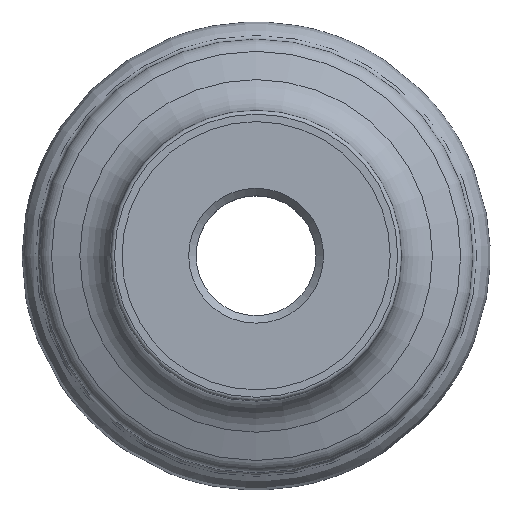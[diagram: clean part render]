
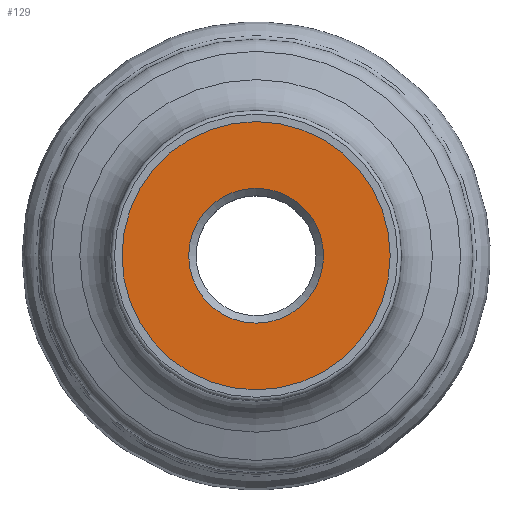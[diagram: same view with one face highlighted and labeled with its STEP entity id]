
A CAD part, top view. The second image highlights one B-rep face of the part: STEP entity #129.
In plain terms, the highlighted planar face has unit normal (0, 0, 1).
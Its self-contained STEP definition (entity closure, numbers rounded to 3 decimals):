
#106=PLANE('',#547);
#129=ADVANCED_FACE('',(#174,#175),#106,.F.);
#174=FACE_BOUND('',#229,.T.);
#175=FACE_BOUND('',#230,.T.);
#229=EDGE_LOOP('',(#283));
#230=EDGE_LOOP('',(#284));
#283=ORIENTED_EDGE('',*,*,#357,.F.);
#284=ORIENTED_EDGE('',*,*,#358,.T.);
#329=VERTEX_POINT('',#774);
#330=VERTEX_POINT('',#776);
#357=EDGE_CURVE('',#329,#329,#384,.T.);
#358=EDGE_CURVE('',#330,#330,#385,.T.);
#384=CIRCLE('',#545,35.8);
#385=CIRCLE('',#546,18.006);
#545=AXIS2_PLACEMENT_3D('',#773,#643,#644);
#546=AXIS2_PLACEMENT_3D('',#775,#645,#646);
#547=AXIS2_PLACEMENT_3D('',#777,#647,#648);
#643=DIRECTION('',(0.,0.,-1.));
#644=DIRECTION('',(0.,-1.,0.));
#645=DIRECTION('',(0.,0.,-1.));
#646=DIRECTION('',(0.,-1.,0.));
#647=DIRECTION('',(0.,0.,-1.));
#648=DIRECTION('',(0.,1.,0.));
#773=CARTESIAN_POINT('',(0.,0.,0.));
#774=CARTESIAN_POINT('',(0.,-35.8,0.));
#775=CARTESIAN_POINT('',(0.,0.,0.));
#776=CARTESIAN_POINT('',(0.,-18.006,0.));
#777=CARTESIAN_POINT('',(18.006,0.,0.));
